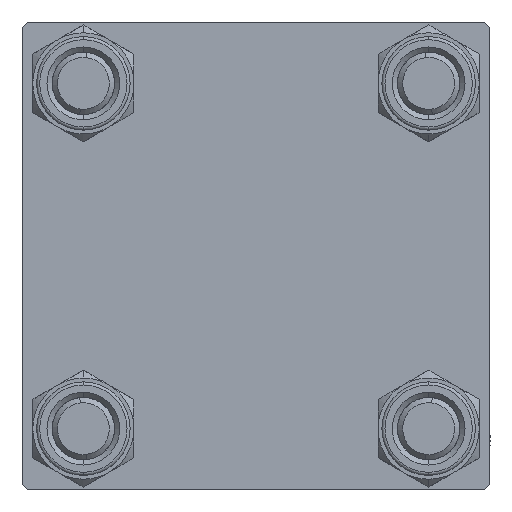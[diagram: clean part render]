
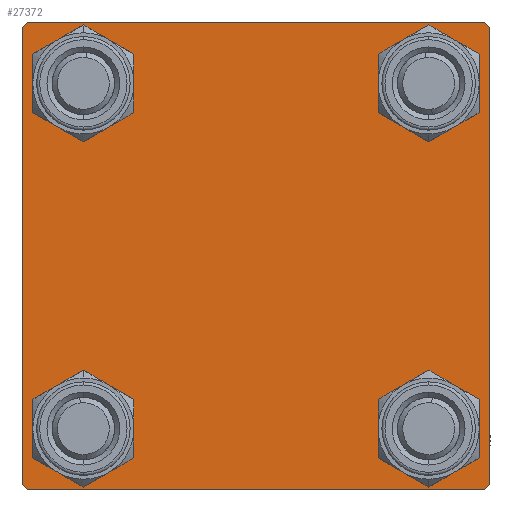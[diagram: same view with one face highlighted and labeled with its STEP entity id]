
A CAD part, left-side view. The second image highlights one B-rep face of the part: STEP entity #27372.
In plain terms, the highlighted planar face has unit normal (-1, 0, 0).
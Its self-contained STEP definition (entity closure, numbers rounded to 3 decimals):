
#604 = CARTESIAN_POINT ( 'NONE',  ( 0., 16.6, 16.6 ) ) ;
#691 = CIRCLE ( 'NONE', #37256, 3.5 ) ;
#903 = CARTESIAN_POINT ( 'NONE',  ( 0., -16.6, -20.1 ) ) ;
#1569 = CARTESIAN_POINT ( 'NONE',  ( 0., 22.25, 22.25 ) ) ;
#1921 = ORIENTED_EDGE ( 'NONE', *, *, #24371, .T. ) ;
#2126 = CIRCLE ( 'NONE', #47676, 3.5 ) ;
#2307 = FACE_OUTER_BOUND ( 'NONE', #32680, .T. ) ;
#2656 = VERTEX_POINT ( 'NONE', #22826 ) ;
#2845 = CARTESIAN_POINT ( 'NONE',  ( 0., 22.25, -22.25 ) ) ;
#2938 = VECTOR ( 'NONE', #13847, 1000. ) ;
#3302 = VECTOR ( 'NONE', #4509, 1000. ) ;
#3443 = CARTESIAN_POINT ( 'NONE',  ( 0., 16.6, -13.1 ) ) ;
#4356 = VERTEX_POINT ( 'NONE', #43642 ) ;
#4509 = DIRECTION ( 'NONE',  ( 0., 0., -1. ) ) ;
#4987 = LINE ( 'NONE', #36051, #33028 ) ;
#5892 = DIRECTION ( 'NONE',  ( 1., 0., 0. ) ) ;
#6323 = EDGE_CURVE ( 'NONE', #36989, #14240, #29693, .T. ) ;
#6375 = DIRECTION ( 'NONE',  ( -1., 0., 0. ) ) ;
#6424 = VERTEX_POINT ( 'NONE', #37210 ) ;
#6766 = ORIENTED_EDGE ( 'NONE', *, *, #18445, .F. ) ;
#7691 = AXIS2_PLACEMENT_3D ( 'NONE', #29831, #14536, #21923 ) ;
#8712 = DIRECTION ( 'NONE',  ( 1., 0., 0. ) ) ;
#9014 = AXIS2_PLACEMENT_3D ( 'NONE', #44117, #8712, #23749 ) ;
#9438 = VERTEX_POINT ( 'NONE', #46753 ) ;
#9719 = DIRECTION ( 'NONE',  ( 1., 0., 0. ) ) ;
#9910 = FACE_BOUND ( 'NONE', #43258, .T. ) ;
#10218 = DIRECTION ( 'NONE',  ( 0., -0.707, -0.707 ) ) ;
#10522 = LINE ( 'NONE', #22505, #2938 ) ;
#10617 = DIRECTION ( 'NONE',  ( 0., 0., 1. ) ) ;
#10672 = FACE_BOUND ( 'NONE', #12339, .T. ) ;
#11102 = VERTEX_POINT ( 'NONE', #40301 ) ;
#11344 = DIRECTION ( 'NONE',  ( 1., 0., 0. ) ) ;
#11556 = EDGE_CURVE ( 'NONE', #42597, #21095, #2126, .T. ) ;
#11596 = DIRECTION ( 'NONE',  ( 0., 0., 1. ) ) ;
#11979 = EDGE_CURVE ( 'NONE', #47535, #4356, #32220, .T. ) ;
#12033 = DIRECTION ( 'NONE',  ( 1., 0., 0. ) ) ;
#12105 = AXIS2_PLACEMENT_3D ( 'NONE', #13289, #9719, #25516 ) ;
#12185 = AXIS2_PLACEMENT_3D ( 'NONE', #41750, #6375, #21900 ) ;
#12339 = EDGE_LOOP ( 'NONE', ( #48591, #32235 ) ) ;
#12550 = CARTESIAN_POINT ( 'NONE',  ( 0., -22.25, -22.25 ) ) ;
#12741 = CARTESIAN_POINT ( 'NONE',  ( 0., 22.5, -22. ) ) ;
#12816 = DIRECTION ( 'NONE',  ( 0., -0.707, 0.707 ) ) ;
#12932 = ORIENTED_EDGE ( 'NONE', *, *, #18951, .T. ) ;
#13254 = LINE ( 'NONE', #1569, #32415 ) ;
#13289 = CARTESIAN_POINT ( 'NONE',  ( 0., -16.6, -16.6 ) ) ;
#13847 = DIRECTION ( 'NONE',  ( 0., -1., 0. ) ) ;
#13947 = CIRCLE ( 'NONE', #9014, 3.5 ) ;
#14023 = DIRECTION ( 'NONE',  ( 0., 0., 1. ) ) ;
#14215 = ORIENTED_EDGE ( 'NONE', *, *, #48746, .T. ) ;
#14240 = VERTEX_POINT ( 'NONE', #35204 ) ;
#14536 = DIRECTION ( 'NONE',  ( 1., 0., 0. ) ) ;
#14563 = CARTESIAN_POINT ( 'NONE',  ( 0., 22.5, -22.5 ) ) ;
#14623 = DIRECTION ( 'NONE',  ( 0., 0.707, 0.707 ) ) ;
#14753 = FACE_BOUND ( 'NONE', #31686, .T. ) ;
#15119 = LINE ( 'NONE', #15362, #50032 ) ;
#15362 = CARTESIAN_POINT ( 'NONE',  ( 0., -22.25, 22.25 ) ) ;
#15760 = CARTESIAN_POINT ( 'NONE',  ( 0., -22., 22.5 ) ) ;
#15850 = ORIENTED_EDGE ( 'NONE', *, *, #34310, .T. ) ;
#15959 = VERTEX_POINT ( 'NONE', #15760 ) ;
#17881 = CARTESIAN_POINT ( 'NONE',  ( 0., 16.6, 13.1 ) ) ;
#18129 = CARTESIAN_POINT ( 'NONE',  ( 0., -16.6, 20.1 ) ) ;
#18445 = EDGE_CURVE ( 'NONE', #30718, #15959, #10522, .T. ) ;
#18580 = FACE_BOUND ( 'NONE', #19062, .T. ) ;
#18776 = ORIENTED_EDGE ( 'NONE', *, *, #19740, .T. ) ;
#18951 = EDGE_CURVE ( 'NONE', #32303, #11102, #49192, .T. ) ;
#19062 = EDGE_LOOP ( 'NONE', ( #27062, #39699 ) ) ;
#19740 = EDGE_CURVE ( 'NONE', #38627, #9438, #26269, .T. ) ;
#20144 = CIRCLE ( 'NONE', #48637, 3.5 ) ;
#21095 = VERTEX_POINT ( 'NONE', #33363 ) ;
#21898 = EDGE_CURVE ( 'NONE', #2656, #38123, #4987, .T. ) ;
#21900 = DIRECTION ( 'NONE',  ( 0., 0., 1. ) ) ;
#21923 = DIRECTION ( 'NONE',  ( 0., 0., 1. ) ) ;
#22505 = CARTESIAN_POINT ( 'NONE',  ( 0., 22.5, 22.5 ) ) ;
#22826 = CARTESIAN_POINT ( 'NONE',  ( 0., -22.5, 22. ) ) ;
#23617 = EDGE_CURVE ( 'NONE', #21095, #42597, #20144, .T. ) ;
#23749 = DIRECTION ( 'NONE',  ( 0., 0., 1. ) ) ;
#24047 = LINE ( 'NONE', #12550, #37061 ) ;
#24080 = AXIS2_PLACEMENT_3D ( 'NONE', #26514, #5892, #34146 ) ;
#24124 = LINE ( 'NONE', #42969, #3302 ) ;
#24371 = EDGE_CURVE ( 'NONE', #4356, #47535, #691, .T. ) ;
#25107 = DIRECTION ( 'NONE',  ( 0., 0., -1. ) ) ;
#25355 = CARTESIAN_POINT ( 'NONE',  ( 0., 22., 22.5 ) ) ;
#25516 = DIRECTION ( 'NONE',  ( 0., 0., 1. ) ) ;
#25635 = EDGE_CURVE ( 'NONE', #30718, #44035, #13254, .T. ) ;
#26269 = LINE ( 'NONE', #2845, #43602 ) ;
#26279 = LINE ( 'NONE', #14563, #26339 ) ;
#26339 = VECTOR ( 'NONE', #42545, 1000. ) ;
#26514 = CARTESIAN_POINT ( 'NONE',  ( 0., 16.6, -16.6 ) ) ;
#26665 = CARTESIAN_POINT ( 'NONE',  ( 0., -16.6, 16.6 ) ) ;
#26822 = EDGE_CURVE ( 'NONE', #14240, #36989, #34097, .T. ) ;
#27062 = ORIENTED_EDGE ( 'NONE', *, *, #26822, .T. ) ;
#27372 = ADVANCED_FACE ( 'NONE', ( #10672, #18580, #9910, #14753, #2307 ), #41502, .T. ) ;
#29693 = CIRCLE ( 'NONE', #7691, 3.5 ) ;
#29750 = CARTESIAN_POINT ( 'NONE',  ( 0., 16.6, 16.6 ) ) ;
#29803 = AXIS2_PLACEMENT_3D ( 'NONE', #604, #12033, #47714 ) ;
#29831 = CARTESIAN_POINT ( 'NONE',  ( 0., -16.6, -16.6 ) ) ;
#30547 = ORIENTED_EDGE ( 'NONE', *, *, #25635, .T. ) ;
#30718 = VERTEX_POINT ( 'NONE', #25355 ) ;
#31104 = CARTESIAN_POINT ( 'NONE',  ( 0., 22.5, 22. ) ) ;
#31686 = EDGE_LOOP ( 'NONE', ( #1921, #44479 ) ) ;
#32082 = EDGE_CURVE ( 'NONE', #44035, #38627, #24124, .T. ) ;
#32220 = CIRCLE ( 'NONE', #29803, 3.5 ) ;
#32235 = ORIENTED_EDGE ( 'NONE', *, *, #23617, .T. ) ;
#32303 = VERTEX_POINT ( 'NONE', #3443 ) ;
#32415 = VECTOR ( 'NONE', #45097, 1000. ) ;
#32680 = EDGE_LOOP ( 'NONE', ( #38857, #18776, #45201, #14215, #36327, #33598, #6766, #30547 ) ) ;
#33028 = VECTOR ( 'NONE', #25107, 1000. ) ;
#33363 = CARTESIAN_POINT ( 'NONE',  ( 0., -16.6, 13.1 ) ) ;
#33385 = CARTESIAN_POINT ( 'NONE',  ( 0., -16.6, 16.6 ) ) ;
#33598 = ORIENTED_EDGE ( 'NONE', *, *, #47244, .T. ) ;
#34097 = CIRCLE ( 'NONE', #12105, 3.5 ) ;
#34146 = DIRECTION ( 'NONE',  ( 0., 0., 1. ) ) ;
#34310 = EDGE_CURVE ( 'NONE', #11102, #32303, #13947, .T. ) ;
#35204 = CARTESIAN_POINT ( 'NONE',  ( 0., -16.6, -13.1 ) ) ;
#36051 = CARTESIAN_POINT ( 'NONE',  ( 0., -22.5, 22.5 ) ) ;
#36327 = ORIENTED_EDGE ( 'NONE', *, *, #21898, .F. ) ;
#36989 = VERTEX_POINT ( 'NONE', #903 ) ;
#37061 = VECTOR ( 'NONE', #12816, 1000. ) ;
#37125 = DIRECTION ( 'NONE',  ( 1., 0., 0. ) ) ;
#37210 = CARTESIAN_POINT ( 'NONE',  ( 0., -22., -22.5 ) ) ;
#37256 = AXIS2_PLACEMENT_3D ( 'NONE', #29750, #37125, #10617 ) ;
#38123 = VERTEX_POINT ( 'NONE', #41134 ) ;
#38627 = VERTEX_POINT ( 'NONE', #12741 ) ;
#38857 = ORIENTED_EDGE ( 'NONE', *, *, #32082, .T. ) ;
#39699 = ORIENTED_EDGE ( 'NONE', *, *, #6323, .T. ) ;
#40301 = CARTESIAN_POINT ( 'NONE',  ( 0., 16.6, -20.1 ) ) ;
#40790 = EDGE_CURVE ( 'NONE', #9438, #6424, #26279, .T. ) ;
#41134 = CARTESIAN_POINT ( 'NONE',  ( 0., -22.5, -22. ) ) ;
#41502 = PLANE ( 'NONE',  #12185 ) ;
#41750 = CARTESIAN_POINT ( 'NONE',  ( 0., 0., 0. ) ) ;
#42545 = DIRECTION ( 'NONE',  ( 0., -1., 0. ) ) ;
#42597 = VERTEX_POINT ( 'NONE', #18129 ) ;
#42969 = CARTESIAN_POINT ( 'NONE',  ( 0., 22.5, 22.5 ) ) ;
#43258 = EDGE_LOOP ( 'NONE', ( #12932, #15850 ) ) ;
#43602 = VECTOR ( 'NONE', #10218, 1000. ) ;
#43642 = CARTESIAN_POINT ( 'NONE',  ( 0., 16.6, 20.1 ) ) ;
#44035 = VERTEX_POINT ( 'NONE', #31104 ) ;
#44117 = CARTESIAN_POINT ( 'NONE',  ( 0., 16.6, -16.6 ) ) ;
#44479 = ORIENTED_EDGE ( 'NONE', *, *, #11979, .T. ) ;
#45097 = DIRECTION ( 'NONE',  ( 0., 0.707, -0.707 ) ) ;
#45201 = ORIENTED_EDGE ( 'NONE', *, *, #40790, .T. ) ;
#46753 = CARTESIAN_POINT ( 'NONE',  ( 0., 22., -22.5 ) ) ;
#47244 = EDGE_CURVE ( 'NONE', #2656, #15959, #15119, .T. ) ;
#47535 = VERTEX_POINT ( 'NONE', #17881 ) ;
#47676 = AXIS2_PLACEMENT_3D ( 'NONE', #26665, #11344, #11596 ) ;
#47714 = DIRECTION ( 'NONE',  ( 0., 0., 1. ) ) ;
#48591 = ORIENTED_EDGE ( 'NONE', *, *, #11556, .T. ) ;
#48637 = AXIS2_PLACEMENT_3D ( 'NONE', #33385, #48914, #14023 ) ;
#48746 = EDGE_CURVE ( 'NONE', #6424, #38123, #24047, .T. ) ;
#48914 = DIRECTION ( 'NONE',  ( 1., 0., 0. ) ) ;
#49192 = CIRCLE ( 'NONE', #24080, 3.5 ) ;
#50032 = VECTOR ( 'NONE', #14623, 1000. ) ;
